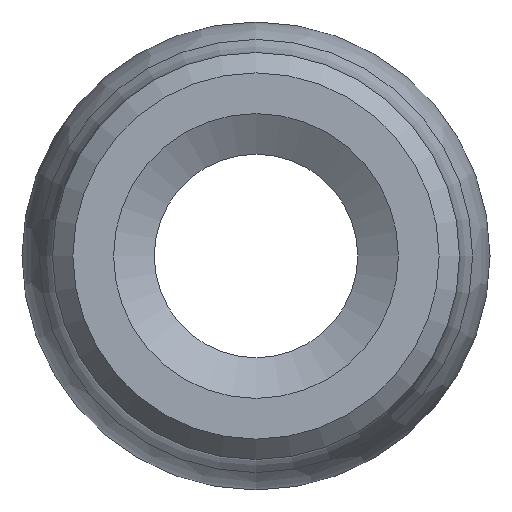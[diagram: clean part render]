
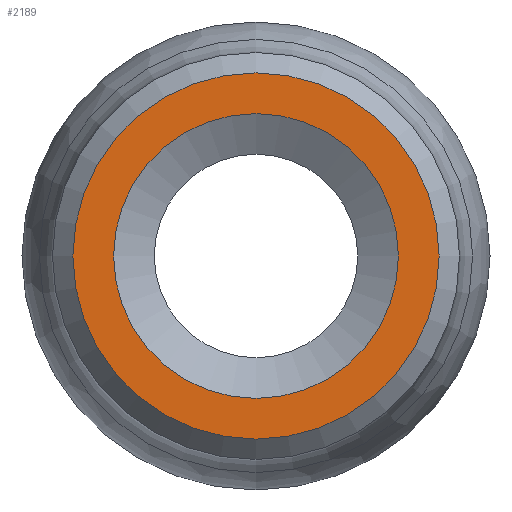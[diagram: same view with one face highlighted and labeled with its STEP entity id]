
A CAD part, front view. The second image highlights one B-rep face of the part: STEP entity #2189.
In plain terms, the highlighted planar face has unit normal (0, -1, 0).
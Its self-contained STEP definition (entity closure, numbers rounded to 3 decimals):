
#41=CIRCLE('',#2293,3.5);
#42=CIRCLE('',#2294,4.5);
#1060=ORIENTED_EDGE('',*,*,#1382,.F.);
#1061=ORIENTED_EDGE('',*,*,#1383,.T.);
#1382=EDGE_CURVE('',#1590,#1590,#41,.T.);
#1383=EDGE_CURVE('',#1591,#1591,#42,.T.);
#1590=VERTEX_POINT('',#5999);
#1591=VERTEX_POINT('',#6001);
#1816=EDGE_LOOP('',(#1060));
#1817=EDGE_LOOP('',(#1061));
#1976=FACE_BOUND('',#1816,.T.);
#1977=FACE_BOUND('',#1817,.T.);
#2077=PLANE('',#2292);
#2189=ADVANCED_FACE('',(#1976,#1977),#2077,.F.);
#2292=AXIS2_PLACEMENT_3D('',#5997,#2667,#2668);
#2293=AXIS2_PLACEMENT_3D('',#5998,#2669,#2670);
#2294=AXIS2_PLACEMENT_3D('',#6000,#2671,#2672);
#2667=DIRECTION('',(0.,1.,0.));
#2668=DIRECTION('',(0.,0.,1.));
#2669=DIRECTION('',(0.,-1.,0.));
#2670=DIRECTION('',(0.,0.,-1.));
#2671=DIRECTION('',(0.,-1.,0.));
#2672=DIRECTION('',(0.,0.,1.));
#5997=CARTESIAN_POINT('',(-5.,0.,0.));
#5998=CARTESIAN_POINT('',(0.,0.,0.));
#5999=CARTESIAN_POINT('',(0.,0.,-3.5));
#6000=CARTESIAN_POINT('',(0.,0.,0.));
#6001=CARTESIAN_POINT('',(0.,0.,4.5));
